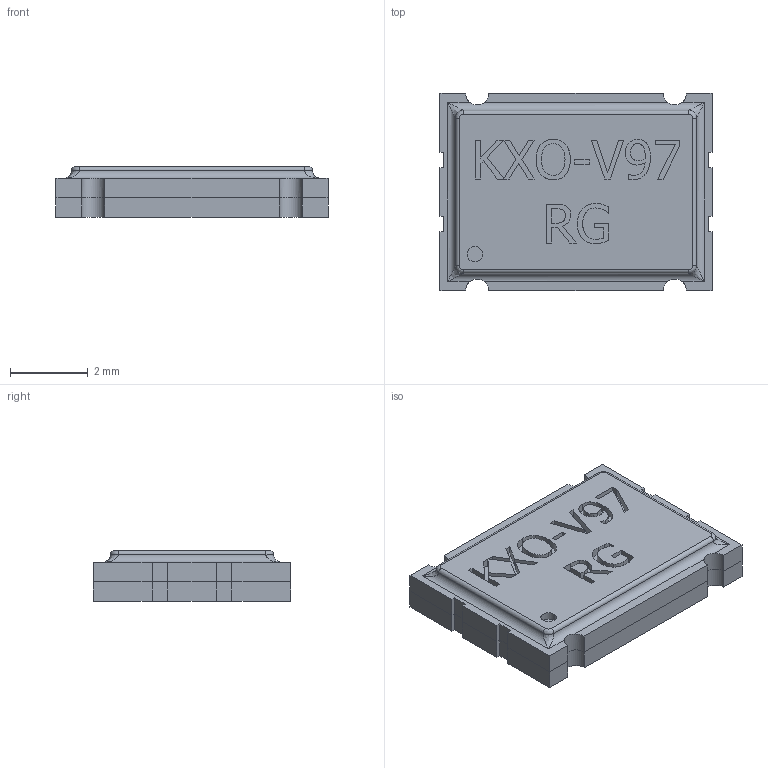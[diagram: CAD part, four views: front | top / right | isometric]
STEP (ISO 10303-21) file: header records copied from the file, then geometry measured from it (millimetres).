
FILE_DESCRIPTION (( 'STEP AP214' ), '1' );
FILE_NAME ('User Library-KXO-97V.STEP', '2017-08-25T12:45:46', ( 'Windows User' ), ( '' ), 'SwSTEP 2.0', 'SolidWorks 2017', '' );
FILE_SCHEMA (( 'AUTOMOTIVE_DESIGN' ));
Length unit declared in the file: millimetre
Products named in the file (1): User Library-KXO-97V
Bounding box: 7 x 5.08 x 1.3 mm (x, y, z)
Volume: 42.3 mm3; surface area: 177.4 mm2
Topology: 2 solids, 2 shells, 209 faces, 571 edges, 374 vertices
Faces by surface type: plane 129, bspline 62, cylinder 18
Entity records: 9349 total; most frequent: CARTESIAN_POINT 2167, ORIENTED_EDGE 1134, DIRECTION 751, EDGE_CURVE 567, LINE 407, VECTOR 407, VERTEX_POINT 374, EDGE_LOOP 221
